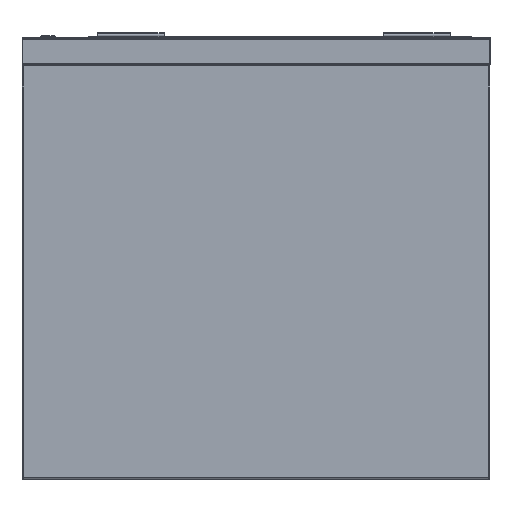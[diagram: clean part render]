
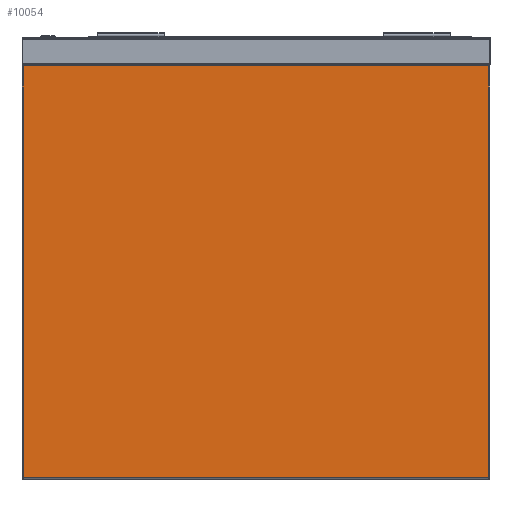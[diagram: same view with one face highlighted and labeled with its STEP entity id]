
A CAD part, left-side view. The second image highlights one B-rep face of the part: STEP entity #10054.
In plain terms, the highlighted planar face has unit normal (-1, 0, 0).
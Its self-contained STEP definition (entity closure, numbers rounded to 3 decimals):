
#1407 = VERTEX_POINT ( 'NONE', #12721 ) ;
#3027 = DIRECTION ( 'NONE',  ( 0., 0., -1. ) ) ;
#4734 = FACE_OUTER_BOUND ( 'NONE', #11596, .T. ) ;
#5010 = CARTESIAN_POINT ( 'NONE',  ( -880., -348., -658. ) ) ;
#6483 = DIRECTION ( 'NONE',  ( 0., -1., 0. ) ) ;
#6666 = ORIENTED_EDGE ( 'NONE', *, *, #28674, .T. ) ;
#6798 = VERTEX_POINT ( 'NONE', #20304 ) ;
#7731 = CARTESIAN_POINT ( 'NONE',  ( -880., -348., -660. ) ) ;
#8746 = VECTOR ( 'NONE', #3027, 1000. ) ;
#9104 = DIRECTION ( 'NONE',  ( 0., 1., 0. ) ) ;
#9181 = ORIENTED_EDGE ( 'NONE', *, *, #26711, .T. ) ;
#9299 = ORIENTED_EDGE ( 'NONE', *, *, #19148, .T. ) ;
#9676 = LINE ( 'NONE', #12144, #35810 ) ;
#10054 = ADVANCED_FACE ( 'Fl�che7', ( #4734 ), #18308, .T. ) ;
#11322 = DIRECTION ( 'NONE',  ( -1., 0., 0. ) ) ;
#11596 = EDGE_LOOP ( 'NONE', ( #9299, #19814, #6666, #9181 ) ) ;
#12144 = CARTESIAN_POINT ( 'NONE',  ( -880., -350., -658. ) ) ;
#12400 = VECTOR ( 'NONE', #24688, 1000. ) ;
#12721 = CARTESIAN_POINT ( 'NONE',  ( -880., 348., -42. ) ) ;
#13452 = AXIS2_PLACEMENT_3D ( 'NONE', #13971, #11322, #37167 ) ;
#13971 = CARTESIAN_POINT ( 'NONE',  ( -880., -350., -660. ) ) ;
#15314 = VERTEX_POINT ( 'NONE', #5010 ) ;
#17155 = LINE ( 'NONE', #34354, #8746 ) ;
#18308 = PLANE ( 'NONE',  #13452 ) ;
#19148 = EDGE_CURVE ( 'NONE', #15314, #6798, #19229, .T. ) ;
#19229 = LINE ( 'NONE', #7731, #12400 ) ;
#19814 = ORIENTED_EDGE ( 'NONE', *, *, #28410, .T. ) ;
#20304 = CARTESIAN_POINT ( 'NONE',  ( -880., -348., -42. ) ) ;
#21834 = VERTEX_POINT ( 'NONE', #31391 ) ;
#23218 = CARTESIAN_POINT ( 'NONE',  ( -880., 350., -42. ) ) ;
#24688 = DIRECTION ( 'NONE',  ( 0., 0., 1. ) ) ;
#26711 = EDGE_CURVE ( 'NONE', #21834, #15314, #9676, .T. ) ;
#28410 = EDGE_CURVE ( 'NONE', #6798, #1407, #34955, .T. ) ;
#28674 = EDGE_CURVE ( 'NONE', #1407, #21834, #17155, .T. ) ;
#31391 = CARTESIAN_POINT ( 'NONE',  ( -880., 348., -658. ) ) ;
#34354 = CARTESIAN_POINT ( 'NONE',  ( -880., 348., -660. ) ) ;
#34955 = LINE ( 'NONE', #23218, #36418 ) ;
#35810 = VECTOR ( 'NONE', #6483, 1000. ) ;
#36418 = VECTOR ( 'NONE', #9104, 1000. ) ;
#37167 = DIRECTION ( 'NONE',  ( 0., 0., 1. ) ) ;
